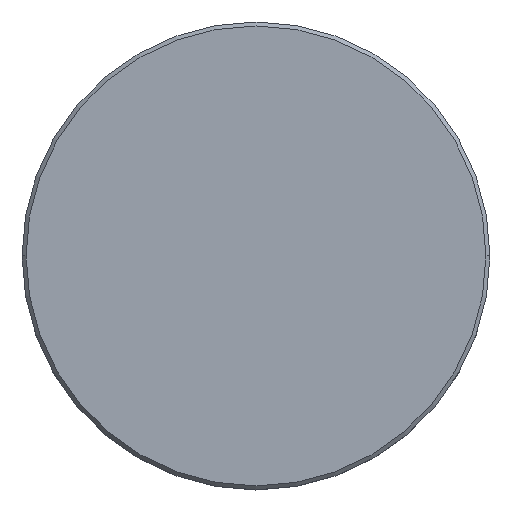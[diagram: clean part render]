
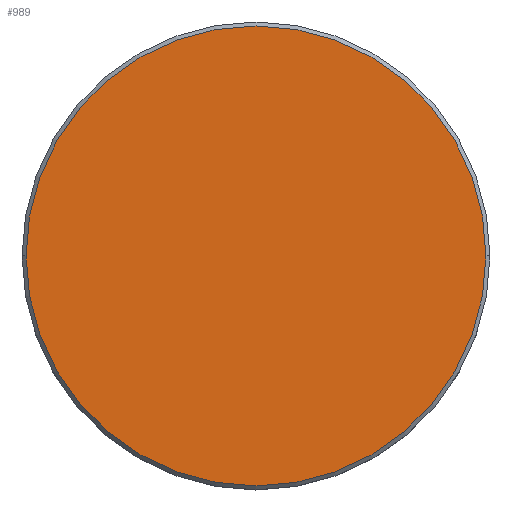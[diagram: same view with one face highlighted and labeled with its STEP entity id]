
A CAD part, top view. The second image highlights one B-rep face of the part: STEP entity #989.
In plain terms, the highlighted planar face has unit normal (0, 0, 1).
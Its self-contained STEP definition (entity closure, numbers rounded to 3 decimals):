
#23 = VERTEX_POINT ( 'NONE', #483 ) ;
#31 = EDGE_LOOP ( 'NONE', ( #190, #1035 ) ) ;
#53 = DIRECTION ( 'NONE',  ( 0., 0., 1. ) ) ;
#55 = DIRECTION ( 'NONE',  ( 1., 0., 0. ) ) ;
#135 = CARTESIAN_POINT ( 'NONE',  ( 0., 0., 0. ) ) ;
#152 = AXIS2_PLACEMENT_3D ( 'NONE', #135, #53, #603 ) ;
#190 = ORIENTED_EDGE ( 'NONE', *, *, #827, .T. ) ;
#255 = CIRCLE ( 'NONE', #152, 29. ) ;
#294 = CARTESIAN_POINT ( 'NONE',  ( -29., 0., 0. ) ) ;
#308 = FACE_OUTER_BOUND ( 'NONE', #31, .T. ) ;
#412 = CARTESIAN_POINT ( 'NONE',  ( 0., 0., 0. ) ) ;
#483 = CARTESIAN_POINT ( 'NONE',  ( 29., 0., 0. ) ) ;
#502 = DIRECTION ( 'NONE',  ( 0., 0., 1. ) ) ;
#527 = CARTESIAN_POINT ( 'NONE',  ( 0., 0., 0. ) ) ;
#540 = DIRECTION ( 'NONE',  ( 1., 0., 0. ) ) ;
#546 = CIRCLE ( 'NONE', #998, 29. ) ;
#603 = DIRECTION ( 'NONE',  ( 1., 0., 0. ) ) ;
#642 = EDGE_CURVE ( 'NONE', #23, #732, #255, .T. ) ;
#682 = PLANE ( 'NONE',  #797 ) ;
#732 = VERTEX_POINT ( 'NONE', #294 ) ;
#797 = AXIS2_PLACEMENT_3D ( 'NONE', #412, #502, #55 ) ;
#827 = EDGE_CURVE ( 'NONE', #732, #23, #546, .T. ) ;
#987 = DIRECTION ( 'NONE',  ( 0., 0., 1. ) ) ;
#989 = ADVANCED_FACE ( 'NONE', ( #308 ), #682, .T. ) ;
#998 = AXIS2_PLACEMENT_3D ( 'NONE', #527, #987, #540 ) ;
#1035 = ORIENTED_EDGE ( 'NONE', *, *, #642, .T. ) ;
